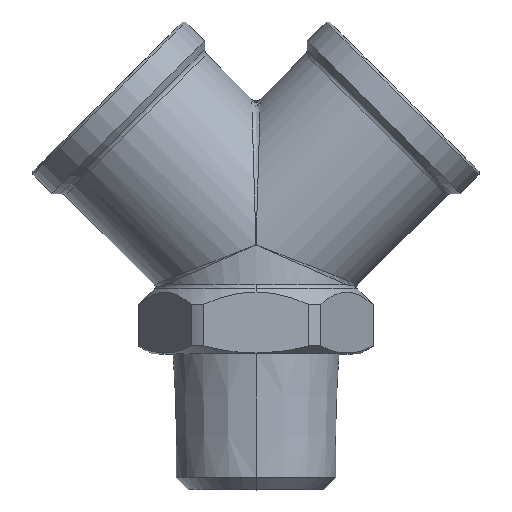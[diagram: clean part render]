
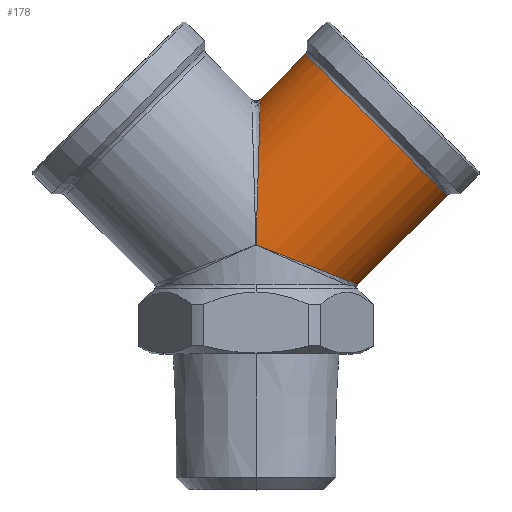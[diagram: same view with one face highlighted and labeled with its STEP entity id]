
A CAD part, top view. The second image highlights one B-rep face of the part: STEP entity #178.
In plain terms, the highlighted cylindrical face has radius 8.1 mm (diameter 16.2 mm), a partial arc.
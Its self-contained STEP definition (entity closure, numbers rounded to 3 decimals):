
#137 = ORIENTED_EDGE ( 'NONE', *, *, #145, .F. ) ;
#138 = EDGE_CURVE ( 'NONE', #142, #143, #1007, .T. ) ;
#139 = EDGE_LOOP ( 'NONE', ( #155, #163, #166, #152, #168, #137, #174, #157, #159 ) ) ;
#141 = VERTEX_POINT ( 'NONE', #1008 ) ;
#142 = VERTEX_POINT ( 'NONE', #1002 ) ;
#143 = VERTEX_POINT ( 'NONE', #1001 ) ;
#145 = EDGE_CURVE ( 'NONE', #167, #142, #998, .T. ) ;
#152 = ORIENTED_EDGE ( 'NONE', *, *, #171, .F. ) ;
#153 = EDGE_CURVE ( 'NONE', #141, #172, #1014, .T. ) ;
#154 = EDGE_CURVE ( 'NONE', #734, #161, #1009, .T. ) ;
#155 = ORIENTED_EDGE ( 'NONE', *, *, #160, .T. ) ;
#157 = ORIENTED_EDGE ( 'NONE', *, *, #162, .T. ) ;
#159 = ORIENTED_EDGE ( 'NONE', *, *, #154, .F. ) ;
#160 = EDGE_CURVE ( 'NONE', #734, #733, #1045, .T. ) ;
#161 = VERTEX_POINT ( 'NONE', #1040 ) ;
#162 = EDGE_CURVE ( 'NONE', #170, #161, #1039, .T. ) ;
#163 = ORIENTED_EDGE ( 'NONE', *, *, #179, .T. ) ;
#166 = ORIENTED_EDGE ( 'NONE', *, *, #153, .T. ) ;
#167 = VERTEX_POINT ( 'NONE', #1038 ) ;
#168 = ORIENTED_EDGE ( 'NONE', *, *, #138, .F. ) ;
#169 = EDGE_CURVE ( 'NONE', #170, #167, #1037, .T. ) ;
#170 = VERTEX_POINT ( 'NONE', #1029 ) ;
#171 = EDGE_CURVE ( 'NONE', #143, #172, #1028, .T. ) ;
#172 = VERTEX_POINT ( 'NONE', #1071 ) ;
#174 = ORIENTED_EDGE ( 'NONE', *, *, #169, .F. ) ;
#178 = ADVANCED_FACE ( 'NONE', ( #1053 ), #1050, .T. ) ;
#179 = EDGE_CURVE ( 'NONE', #733, #141, #1101, .T. ) ;
#733 = VERTEX_POINT ( 'NONE', #2074 ) ;
#734 = VERTEX_POINT ( 'NONE', #2073 ) ;
#994 = CARTESIAN_POINT ( 'NONE',  ( 0., 19.813, 8.1 ) ) ;
#995 = CARTESIAN_POINT ( 'NONE',  ( 0.014, 19.813, 8.1 ) ) ;
#996 = CARTESIAN_POINT ( 'NONE',  ( 0.028, 19.813, 8.1 ) ) ;
#997 = CARTESIAN_POINT ( 'NONE',  ( 0.042, 19.813, 8.1 ) ) ;
#998 =( BOUNDED_CURVE ( )  B_SPLINE_CURVE ( 3, ( #997, #996, #995, #994 ),
 .UNSPECIFIED., .F., .T. ) 
 B_SPLINE_CURVE_WITH_KNOTS ( ( 4, 4 ),
 ( 4.709, 4.712 ),
 .UNSPECIFIED. ) 
 CURVE ( )  GEOMETRIC_REPRESENTATION_ITEM ( )  RATIONAL_B_SPLINE_CURVE ( ( 1., 1., 1., 1. ) ) 
 REPRESENTATION_ITEM ( '' )  );
#1001 = CARTESIAN_POINT ( 'NONE',  ( 0.036, 19.9, 8.1 ) ) ;
#1002 = CARTESIAN_POINT ( 'NONE',  ( 0., 19.813, 8.1 ) ) ;
#1003 = CARTESIAN_POINT ( 'NONE',  ( 0.036, 19.9, 8.1 ) ) ;
#1004 = CARTESIAN_POINT ( 'NONE',  ( 0.024, 19.871, 8.1 ) ) ;
#1005 = CARTESIAN_POINT ( 'NONE',  ( 0.012, 19.842, 8.1 ) ) ;
#1006 = CARTESIAN_POINT ( 'NONE',  ( 0., 19.813, 8.1 ) ) ;
#1007 =( BOUNDED_CURVE ( )  B_SPLINE_CURVE ( 3, ( #1006, #1005, #1004, #1003 ),
 .UNSPECIFIED., .F., .T. ) 
 B_SPLINE_CURVE_WITH_KNOTS ( ( 4, 4 ),
 ( 1.571, 1.575 ),
 .UNSPECIFIED. ) 
 CURVE ( )  GEOMETRIC_REPRESENTATION_ITEM ( )  RATIONAL_B_SPLINE_CURVE ( ( 1., 1., 1., 1. ) ) 
 REPRESENTATION_ITEM ( '' )  );
#1008 = CARTESIAN_POINT ( 'NONE',  ( 0.354, 31.621, 0. ) ) ;
#1009 = LINE ( 'NONE', #1049, #1048 ) ;
#1010 = CARTESIAN_POINT ( 'NONE',  ( 0.003, 19.9, 8.1 ) ) ;
#1011 = CARTESIAN_POINT ( 'NONE',  ( 0.209, 26.777, 8.065 ) ) ;
#1012 = CARTESIAN_POINT ( 'NONE',  ( 0.354, 31.621, 4.717 ) ) ;
#1013 = CARTESIAN_POINT ( 'NONE',  ( 0.354, 31.621, 0. ) ) ;
#1014 =( BOUNDED_CURVE ( )  B_SPLINE_CURVE ( 3, ( #1013, #1012, #1011, #1010 ),
 .UNSPECIFIED., .F., .T. ) 
 B_SPLINE_CURVE_WITH_KNOTS ( ( 4, 4 ),
 ( 3.142, 4.705 ),
 .UNSPECIFIED. ) 
 CURVE ( )  GEOMETRIC_REPRESENTATION_ITEM ( )  RATIONAL_B_SPLINE_CURVE ( ( 1., 0.806, 0.806, 1. ) ) 
 REPRESENTATION_ITEM ( '' )  );
#1028 =( BOUNDED_CURVE ( )  B_SPLINE_CURVE ( 3, ( #1070, #1069, #1068, #1067 ),
 .UNSPECIFIED., .F., .F. ) 
 B_SPLINE_CURVE_WITH_KNOTS ( ( 4, 4 ),
 ( 4.717, 4.72 ),
 .UNSPECIFIED. ) 
 CURVE ( )  GEOMETRIC_REPRESENTATION_ITEM ( )  RATIONAL_B_SPLINE_CURVE ( ( 1., 1., 1., 1. ) ) 
 REPRESENTATION_ITEM ( '' )  );
#1029 = CARTESIAN_POINT ( 'NONE',  ( 0.03, 19.801, 8.1 ) ) ;
#1030 = DIRECTION ( 'NONE',  ( 0.707, 0.707, 0. ) ) ;
#1031 = VECTOR ( 'NONE', #1030, 1000. ) ;
#1032 = CARTESIAN_POINT ( 'NONE',  ( 0., 19.771, 8.1 ) ) ;
#1033 = CARTESIAN_POINT ( 'NONE',  ( 8.246, 16.604, 0. ) ) ;
#1034 = CARTESIAN_POINT ( 'NONE',  ( 8.246, 16.604, 4.731 ) ) ;
#1035 = CARTESIAN_POINT ( 'NONE',  ( 4.847, 17.927, 8.083 ) ) ;
#1036 = CARTESIAN_POINT ( 'NONE',  ( 0.03, 19.801, 8.1 ) ) ;
#1037 = LINE ( 'NONE', #1032, #1031 ) ;
#1038 = CARTESIAN_POINT ( 'NONE',  ( 0.042, 19.813, 8.1 ) ) ;
#1039 =( BOUNDED_CURVE ( )  B_SPLINE_CURVE ( 3, ( #1036, #1035, #1034, #1033 ),
 .UNSPECIFIED., .F., .T. ) 
 B_SPLINE_CURVE_WITH_KNOTS ( ( 4, 4 ),
 ( 4.716, 6.283 ),
 .UNSPECIFIED. ) 
 CURVE ( )  GEOMETRIC_REPRESENTATION_ITEM ( )  RATIONAL_B_SPLINE_CURVE ( ( 1., 0.806, 0.806, 1. ) ) 
 REPRESENTATION_ITEM ( '' )  );
#1040 = CARTESIAN_POINT ( 'NONE',  ( 8.246, 16.604, 0. ) ) ;
#1041 = DIRECTION ( 'NONE',  ( 0.707, -0.707, 0. ) ) ;
#1042 = DIRECTION ( 'NONE',  ( -0.707, -0.707, 0. ) ) ;
#1043 = CARTESIAN_POINT ( 'NONE',  ( 9.732, 29.545, 0. ) ) ;
#1044 = AXIS2_PLACEMENT_3D ( 'NONE', #1043, #1042, #1041 ) ;
#1045 = CIRCLE ( 'NONE', #1044, 8.1 ) ;
#1047 = DIRECTION ( 'NONE',  ( -0.707, -0.707, 0. ) ) ;
#1048 = VECTOR ( 'NONE', #1047, 1000. ) ;
#1049 = CARTESIAN_POINT ( 'NONE',  ( 5.707, 14.064, 0. ) ) ;
#1050 = CYLINDRICAL_SURFACE ( 'NONE', #1052, 8.1 ) ;
#1051 = CARTESIAN_POINT ( 'NONE',  ( -0.021, 19.792, 0. ) ) ;
#1052 = AXIS2_PLACEMENT_3D ( 'NONE', #1051, #1103, #1102 ) ;
#1053 = FACE_OUTER_BOUND ( 'NONE', #139, .T. ) ;
#1067 = CARTESIAN_POINT ( 'NONE',  ( 0.003, 19.9, 8.1 ) ) ;
#1068 = CARTESIAN_POINT ( 'NONE',  ( 0.014, 19.9, 8.1 ) ) ;
#1069 = CARTESIAN_POINT ( 'NONE',  ( 0.025, 19.9, 8.1 ) ) ;
#1070 = CARTESIAN_POINT ( 'NONE',  ( 0.036, 19.9, 8.1 ) ) ;
#1071 = CARTESIAN_POINT ( 'NONE',  ( 0.003, 19.9, 8.1 ) ) ;
#1098 = DIRECTION ( 'NONE',  ( -0.707, -0.707, 0. ) ) ;
#1099 = VECTOR ( 'NONE', #1098, 1000. ) ;
#1100 = CARTESIAN_POINT ( 'NONE',  ( -5.748, 25.52, 0. ) ) ;
#1101 = LINE ( 'NONE', #1100, #1099 ) ;
#1102 = DIRECTION ( 'NONE',  ( 0.707, -0.707, 0. ) ) ;
#1103 = DIRECTION ( 'NONE',  ( -0.707, -0.707, 0. ) ) ;
#2073 = CARTESIAN_POINT ( 'NONE',  ( 15.46, 23.817, 0. ) ) ;
#2074 = CARTESIAN_POINT ( 'NONE',  ( 4.005, 35.273, 0. ) ) ;
